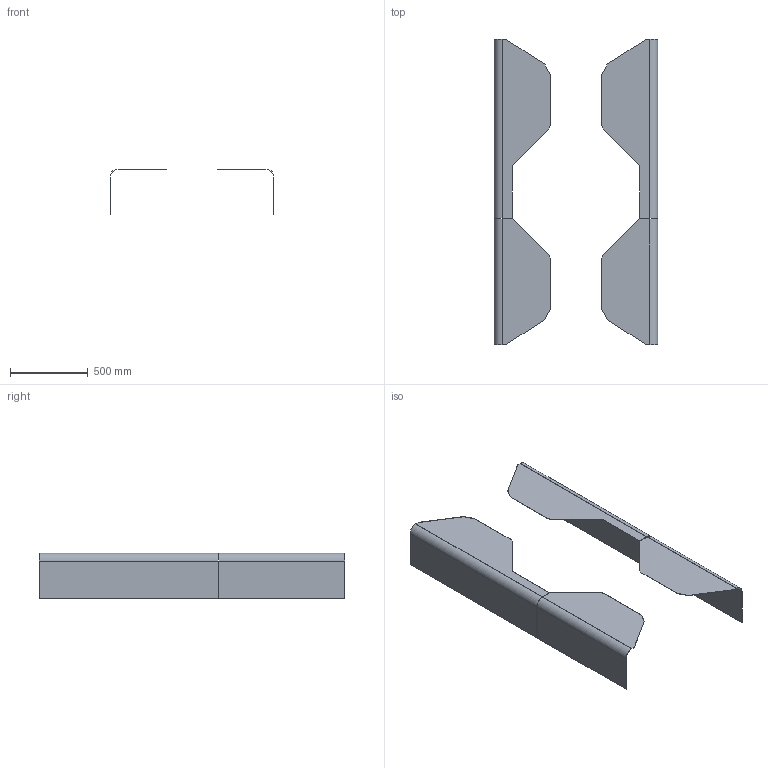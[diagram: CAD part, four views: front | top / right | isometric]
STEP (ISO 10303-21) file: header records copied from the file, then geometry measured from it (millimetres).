
FILE_DESCRIPTION( ( '' ), ' ' );
FILE_NAME( '5de539bec20965148d2b3ba6.step', '2019-12-02T16:20:14', ( '' ), ( '' ), ' ', ' ', ' ' );
FILE_SCHEMA( ( 'AUTOMOTIVE_DESIGN { 1 0 10303 214 1 1 1 1 }' ) );
Length unit declared in the file: metre
Products named in the file (4): Part 137; Part 135; Part 136; Part 138
Bounding box: 1054.92 x 1966.55 x 295.27 mm (x, y, z)
Volume: 3327378.8 mm3; surface area: 4210684.5 mm2
Topology: 4 solids, 4 shells, 74 faces, 166 edges, 100 vertices
Faces by surface type: plane 66, cylinder 8
Entity records: 2628 total; most frequent: CARTESIAN_POINT 344, DIRECTION 338, ORIENTED_EDGE 332, EDGE_CURVE 166, LINE 150, VECTOR 150, VERTEX_POINT 100, AXIS2_PLACEMENT_3D 94
